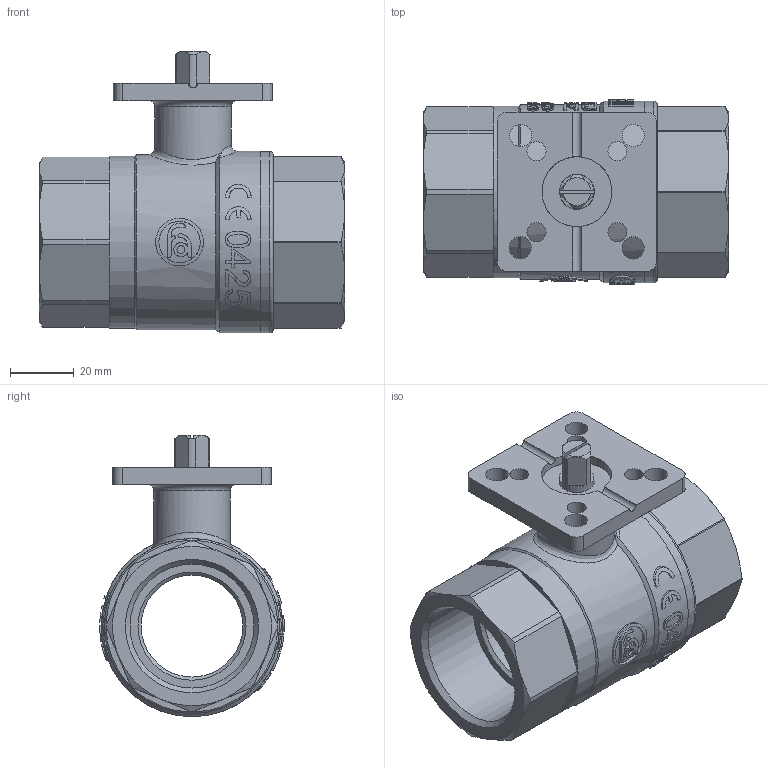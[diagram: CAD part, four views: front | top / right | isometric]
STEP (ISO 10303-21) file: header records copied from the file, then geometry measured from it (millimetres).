
FILE_DESCRIPTION(/* description */ ('Unknown'),/* implementation_level */ '2;1');
FILE_NAME(/* name */ '767-07',/* time_stamp */ '2023-06-07T12:41:00+02:00',/* author */ ('Unknown'),/* organization */ ('Unknown'),/* preprocessor_version */ 'ST-DEVELOPER v18.102',/* originating_system */ 'Solid Edge',/* authorisation */ 'Unknown');
FILE_SCHEMA (('AUTOMOTIVE_DESIGN {1 0 10303 214 3 1 1}'));
Length unit declared in the file: millimetre
Products named in the file (9): 2.110.032_(767-07); LA0162#11032; OR0072#V34; SE0164#032; RO0079#06; AT0042#33; OR0072#V21; LA0020#032; LA0161#032
Assembly tree (11 placements, depth 2):
  2.110.032_(767-07)
    LA0162#11032
    OR0072#V34  x2
    SE0164#032  x2
    RO0079#06
    AT0042#33
    OR0072#V21  x2
    LA0020#032
    LA0161#032
Bounding box: 96 x 58 x 88.5 mm (x, y, z)
Volume: 122242 mm3; surface area: 68473.3 mm2
Topology: 11 solids, 11 shells, 405 faces, 974 edges, 635 vertices
Faces by surface type: plane 192, cylinder 113, bspline 43, cone 30, torus 22, sphere 5
Full cylindrical faces by diameter (mm): 2.505 x1, 6 x4, 7 x4, 8.1 x2, 10.8 x1, 11 x3, 11.02 x1, 11.1 x1, 13.009 x1, 14.5 x2, 15 x1, 15.5 x1, 22 x1, 24 x1, 25 x1, 32 x5, 35 x1, 38.952 x2, 40 x3, 40.2 x1, 46 x1, 50.5 x1, 50.51 x1, 52 x1, 52.3 x1, 54 x1, 55 x1, 57 x2
Entity records: 17761 total; most frequent: CARTESIAN_POINT 6605, DIRECTION 1765, ORIENTED_EDGE 1680, EDGE_CURVE 840, AXIS2_PLACEMENT_3D 719, VERTEX_POINT 597, FACE_BOUND 563, EDGE_LOOP 561
